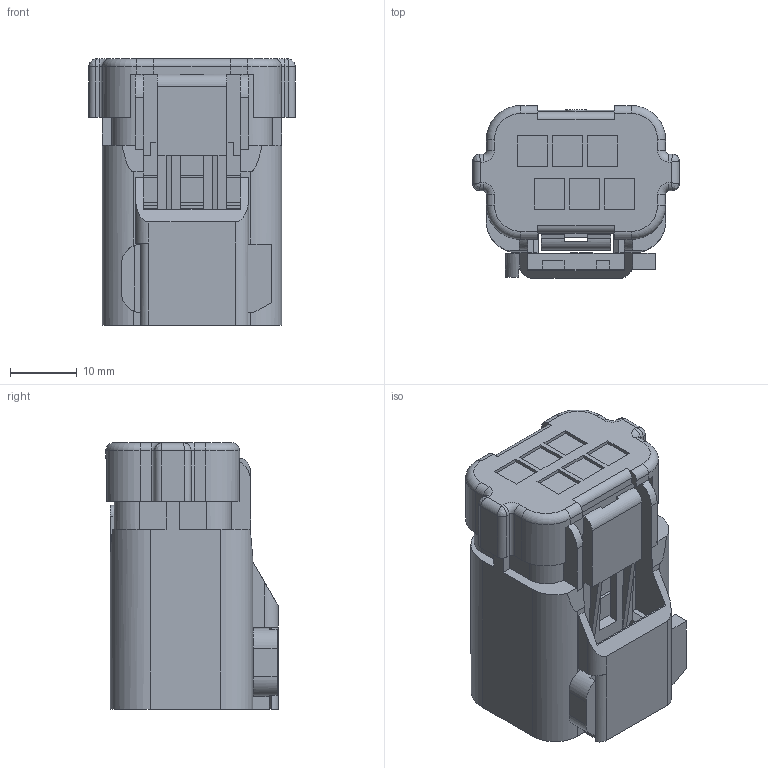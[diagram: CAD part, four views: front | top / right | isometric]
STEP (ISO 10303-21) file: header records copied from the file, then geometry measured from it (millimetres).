
FILE_DESCRIPTION(/* description */ (''),/* implementation_level */ '2;1');
FILE_NAME(/* name */ '35063642-STEP-3D.stp',/* time_stamp */ '2021-04-05T12:42:14+05:00',/* author */ (''),/* organization */ (''),/* preprocessor_version */ 'ST-DEVELOPER v16.7',/* originating_system */ 'SIEMENS PLM Software NX 12.0',/* authorisation */ '');
FILE_SCHEMA (('AUTOMOTIVE_DESIGN { 1 0 10303 214 3 1 1 1 }'));
Length unit declared in the file: millimetre
Products named in the file (1): cjzt235031832npv
Bounding box: 31 x 25.9 x 40 mm (x, y, z)
Volume: 16079.8 mm3; surface area: 10748.8 mm2
Topology: 1 solids, 1 shells, 401 faces, 1118 edges, 726 vertices
Faces by surface type: plane 290, cylinder 95, torus 8, cone 4, bspline 4
Entity records: 13037 total; most frequent: CARTESIAN_POINT 2595, ORIENTED_EDGE 2236, DIRECTION 2082, EDGE_CURVE 1118, LINE 894, VECTOR 894, VERTEX_POINT 726, AXIS2_PLACEMENT_3D 594
